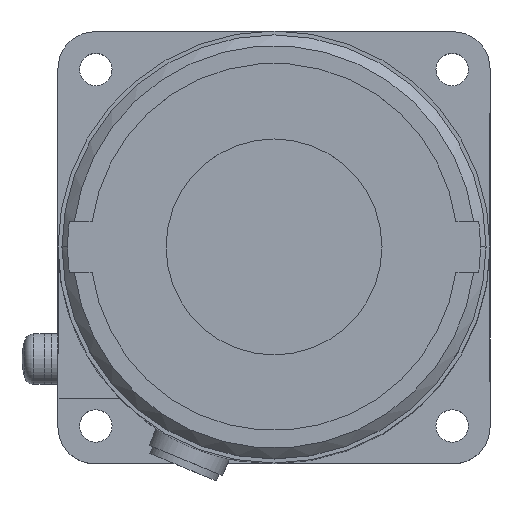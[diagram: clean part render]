
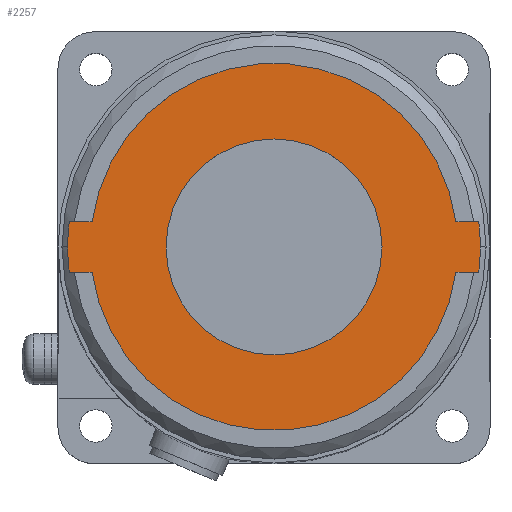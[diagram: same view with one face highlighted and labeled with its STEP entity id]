
A CAD part, top view. The second image highlights one B-rep face of the part: STEP entity #2257.
In plain terms, the highlighted planar face has unit normal (0, 0, 1).
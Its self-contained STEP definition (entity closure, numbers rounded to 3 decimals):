
#3 = EDGE_CURVE ( 'NONE', #1132, #3349, #1348, .T. ) ;
#5 = EDGE_CURVE ( 'NONE', #3609, #2815, #1893, .T. ) ;
#29 = AXIS2_PLACEMENT_3D ( 'NONE', #62, #69, #82 ) ;
#53 = PLANE ( 'NONE',  #29 ) ;
#62 = CARTESIAN_POINT ( 'NONE',  ( 0., 0., 74.3 ) ) ;
#69 = DIRECTION ( 'NONE',  ( 0., 0., 1. ) ) ;
#82 = DIRECTION ( 'NONE',  ( 1., 0., 0. ) ) ;
#101 = DIRECTION ( 'NONE',  ( -1., 0., 0. ) ) ;
#115 = CARTESIAN_POINT ( 'NONE',  ( 29.795, 3.5, 74.3 ) ) ;
#123 = LINE ( 'NONE', #126, #834 ) ;
#125 = LINE ( 'NONE', #115, #2933 ) ;
#126 = CARTESIAN_POINT ( 'NONE',  ( 29.795, -3.5, 74.3 ) ) ;
#137 = DIRECTION ( 'NONE',  ( 1., 0., 0. ) ) ;
#166 = AXIS2_PLACEMENT_3D ( 'NONE', #733, #736, #739 ) ;
#188 = AXIS2_PLACEMENT_3D ( 'NONE', #1130, #1127, #1121 ) ;
#293 = AXIS2_PLACEMENT_3D ( 'NONE', #1116, #1112, #1105 ) ;
#327 = CARTESIAN_POINT ( 'NONE',  ( 0., 0., 74.3 ) ) ;
#332 = EDGE_CURVE ( 'NONE', #2815, #2202, #3497, .T. ) ;
#339 = DIRECTION ( 'NONE',  ( 0., 0., 1. ) ) ;
#350 = DIRECTION ( 'NONE',  ( 1., 0., 0. ) ) ;
#354 = DIRECTION ( 'NONE',  ( 0., 0., -1. ) ) ;
#359 = DIRECTION ( 'NONE',  ( 1., 0., 0. ) ) ;
#374 = CARTESIAN_POINT ( 'NONE',  ( 0., 0., 74.3 ) ) ;
#417 = CARTESIAN_POINT ( 'NONE',  ( -25.259, -3.5, 74.3 ) ) ;
#426 = EDGE_CURVE ( 'NONE', #3609, #2653, #125, .T. ) ;
#656 = EDGE_LOOP ( 'NONE', ( #1747, #1751, #2926, #2252, #1816, #2265, #3439, #1881, #3036, #1157 ) ) ;
#697 = EDGE_CURVE ( 'NONE', #2821, #1973, #2607, .T. ) ;
#733 = CARTESIAN_POINT ( 'NONE',  ( 0., 0., 74.3 ) ) ;
#736 = DIRECTION ( 'NONE',  ( 0., 0., 1. ) ) ;
#739 = DIRECTION ( 'NONE',  ( 1., 0., 0. ) ) ;
#834 = VECTOR ( 'NONE', #137, 1000. ) ;
#932 = AXIS2_PLACEMENT_3D ( 'NONE', #2077, #2081, #2083 ) ;
#1085 = CARTESIAN_POINT ( 'NONE',  ( -28.435, 3.5, 74.3 ) ) ;
#1097 = DIRECTION ( 'NONE',  ( -1., 0., 0. ) ) ;
#1098 = CARTESIAN_POINT ( 'NONE',  ( 25.259, 3.5, 74.3 ) ) ;
#1105 = DIRECTION ( 'NONE',  ( 1., 0., 0. ) ) ;
#1112 = DIRECTION ( 'NONE',  ( 0., 0., -1. ) ) ;
#1116 = CARTESIAN_POINT ( 'NONE',  ( 0., 0., 74.3 ) ) ;
#1121 = DIRECTION ( 'NONE',  ( 1., 0., 0. ) ) ;
#1126 = CARTESIAN_POINT ( 'NONE',  ( -14.586, 3.5, 74.3 ) ) ;
#1127 = DIRECTION ( 'NONE',  ( 0., 0., 1. ) ) ;
#1130 = CARTESIAN_POINT ( 'NONE',  ( 0., 0., 74.3 ) ) ;
#1132 = VERTEX_POINT ( 'NONE', #2082 ) ;
#1143 = LINE ( 'NONE', #1126, #3380 ) ;
#1157 = ORIENTED_EDGE ( 'NONE', *, *, #697, .T. ) ;
#1167 = AXIS2_PLACEMENT_3D ( 'NONE', #2288, #2301, #2354 ) ;
#1184 = EDGE_CURVE ( 'NONE', #2653, #3566, #3285, .T. ) ;
#1348 = CIRCLE ( 'NONE', #188, 15. ) ;
#1383 = CARTESIAN_POINT ( 'NONE',  ( -28.65, 0., 74.3 ) ) ;
#1452 = CARTESIAN_POINT ( 'NONE',  ( 28.65, 0., 74.3 ) ) ;
#1463 = CARTESIAN_POINT ( 'NONE',  ( -28.435, -3.5, 74.3 ) ) ;
#1467 = EDGE_CURVE ( 'NONE', #2787, #2640, #1951, .T. ) ;
#1543 = CARTESIAN_POINT ( 'NONE',  ( 25.259, -3.5, 74.3 ) ) ;
#1622 = CARTESIAN_POINT ( 'NONE',  ( 28.435, -3.5, 74.3 ) ) ;
#1747 = ORIENTED_EDGE ( 'NONE', *, *, #2456, .T. ) ;
#1751 = ORIENTED_EDGE ( 'NONE', *, *, #2273, .T. ) ;
#1785 = VERTEX_POINT ( 'NONE', #1543 ) ;
#1816 = ORIENTED_EDGE ( 'NONE', *, *, #426, .T. ) ;
#1833 = AXIS2_PLACEMENT_3D ( 'NONE', #374, #354, #350 ) ;
#1874 = EDGE_CURVE ( 'NONE', #3566, #2640, #1143, .T. ) ;
#1881 = ORIENTED_EDGE ( 'NONE', *, *, #1467, .F. ) ;
#1893 = CIRCLE ( 'NONE', #293, 28.65 ) ;
#1898 = ORIENTED_EDGE ( 'NONE', *, *, #3, .F. ) ;
#1903 = CIRCLE ( 'NONE', #932, 28.65 ) ;
#1911 = EDGE_LOOP ( 'NONE', ( #3070, #1898 ) ) ;
#1951 = CIRCLE ( 'NONE', #2005, 28.65 ) ;
#1973 = VERTEX_POINT ( 'NONE', #417 ) ;
#2005 = AXIS2_PLACEMENT_3D ( 'NONE', #3340, #3312, #3309 ) ;
#2077 = CARTESIAN_POINT ( 'NONE',  ( 0., 0., 74.3 ) ) ;
#2079 = EDGE_CURVE ( 'NONE', #3349, #1132, #3376, .T. ) ;
#2081 = DIRECTION ( 'NONE',  ( 0., 0., -1. ) ) ;
#2082 = CARTESIAN_POINT ( 'NONE',  ( -15., 0., 74.3 ) ) ;
#2083 = DIRECTION ( 'NONE',  ( 1., 0., 0. ) ) ;
#2202 = VERTEX_POINT ( 'NONE', #1622 ) ;
#2240 = CIRCLE ( 'NONE', #166, 25.5 ) ;
#2252 = ORIENTED_EDGE ( 'NONE', *, *, #5, .F. ) ;
#2257 = ADVANCED_FACE ( 'NONE', ( #3337, #2873 ), #53, .T. ) ;
#2265 = ORIENTED_EDGE ( 'NONE', *, *, #1184, .T. ) ;
#2273 = EDGE_CURVE ( 'NONE', #1785, #2202, #123, .T. ) ;
#2288 = CARTESIAN_POINT ( 'NONE',  ( 0., 0., 74.3 ) ) ;
#2301 = DIRECTION ( 'NONE',  ( 0., 0., 1. ) ) ;
#2354 = DIRECTION ( 'NONE',  ( 1., 0., 0. ) ) ;
#2456 = EDGE_CURVE ( 'NONE', #1973, #1785, #2240, .T. ) ;
#2552 = CARTESIAN_POINT ( 'NONE',  ( 15., 0., 74.3 ) ) ;
#2607 = LINE ( 'NONE', #2693, #3558 ) ;
#2640 = VERTEX_POINT ( 'NONE', #1085 ) ;
#2653 = VERTEX_POINT ( 'NONE', #1098 ) ;
#2693 = CARTESIAN_POINT ( 'NONE',  ( -14.586, -3.5, 74.3 ) ) ;
#2787 = VERTEX_POINT ( 'NONE', #1383 ) ;
#2815 = VERTEX_POINT ( 'NONE', #1452 ) ;
#2821 = VERTEX_POINT ( 'NONE', #1463 ) ;
#2873 = FACE_BOUND ( 'NONE', #1911, .T. ) ;
#2926 = ORIENTED_EDGE ( 'NONE', *, *, #332, .F. ) ;
#2933 = VECTOR ( 'NONE', #101, 1000. ) ;
#3033 = CARTESIAN_POINT ( 'NONE',  ( -25.259, 3.5, 74.3 ) ) ;
#3036 = ORIENTED_EDGE ( 'NONE', *, *, #3152, .F. ) ;
#3070 = ORIENTED_EDGE ( 'NONE', *, *, #2079, .F. ) ;
#3077 = DIRECTION ( 'NONE',  ( 1., 0., 0. ) ) ;
#3152 = EDGE_CURVE ( 'NONE', #2821, #2787, #1903, .T. ) ;
#3155 = CARTESIAN_POINT ( 'NONE',  ( 28.435, 3.5, 74.3 ) ) ;
#3219 = AXIS2_PLACEMENT_3D ( 'NONE', #327, #339, #359 ) ;
#3285 = CIRCLE ( 'NONE', #1167, 25.5 ) ;
#3309 = DIRECTION ( 'NONE',  ( 1., 0., 0. ) ) ;
#3312 = DIRECTION ( 'NONE',  ( 0., 0., -1. ) ) ;
#3337 = FACE_OUTER_BOUND ( 'NONE', #656, .T. ) ;
#3340 = CARTESIAN_POINT ( 'NONE',  ( 0., 0., 74.3 ) ) ;
#3349 = VERTEX_POINT ( 'NONE', #2552 ) ;
#3376 = CIRCLE ( 'NONE', #3219, 15. ) ;
#3380 = VECTOR ( 'NONE', #1097, 1000. ) ;
#3439 = ORIENTED_EDGE ( 'NONE', *, *, #1874, .T. ) ;
#3497 = CIRCLE ( 'NONE', #1833, 28.65 ) ;
#3558 = VECTOR ( 'NONE', #3077, 1000. ) ;
#3566 = VERTEX_POINT ( 'NONE', #3033 ) ;
#3609 = VERTEX_POINT ( 'NONE', #3155 ) ;
